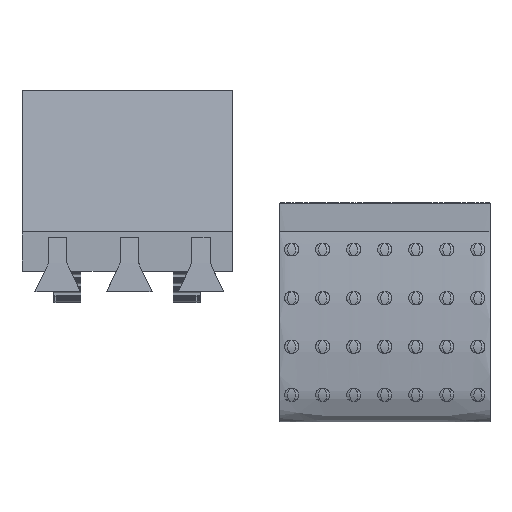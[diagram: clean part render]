
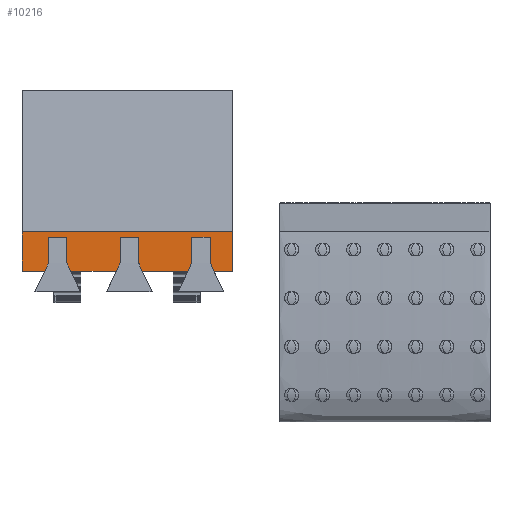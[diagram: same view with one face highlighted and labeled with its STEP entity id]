
A CAD part, top view. The second image highlights one B-rep face of the part: STEP entity #10216.
In plain terms, the highlighted planar face has unit normal (0, 0.007, 1).
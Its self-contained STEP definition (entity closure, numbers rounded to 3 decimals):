
#622=B_SPLINE_CURVE_WITH_KNOTS('',3,(#14683,#14684,#14685,#14686),
 .UNSPECIFIED.,.F.,.F.,(4,4),(-9.866,-5.108),
 .UNSPECIFIED.);
#623=B_SPLINE_CURVE_WITH_KNOTS('',3,(#14691,#14692,#14693,#14694),
 .UNSPECIFIED.,.F.,.F.,(4,4),(-17.366,-12.608),
 .UNSPECIFIED.);
#624=B_SPLINE_CURVE_WITH_KNOTS('',3,(#14702,#14703,#14704,#14705),
 .UNSPECIFIED.,.F.,.F.,(4,4),(-22.,-20.108),.UNSPECIFIED.);
#625=B_SPLINE_CURVE_WITH_KNOTS('',3,(#14708,#14709,#14710,#14711,#14712,
#14713),.UNSPECIFIED.,.F.,.F.,(4,2,4),(-22.,-11.,0.),.UNSPECIFIED.);
#626=B_SPLINE_CURVE_WITH_KNOTS('',3,(#14714,#14715,#14716,#14717),
 .UNSPECIFIED.,.F.,.F.,(4,4),(-2.366,0.),.UNSPECIFIED.);
#1518=FACE_OUTER_BOUND('',#2117,.T.);
#2117=EDGE_LOOP('',(#7568,#7569,#7570,#7571,#7572,#7573,#7574,#7575,#7576,
#7577,#7578,#7579,#7580,#7581,#7582,#7583,#7584,#7585,#7586,#7587,#7588,
#7589,#7590));
#2855=LINE('',#13731,#3566);
#2856=LINE('',#13733,#3567);
#3081=LINE('',#14398,#3792);
#3084=LINE('',#14447,#3795);
#3086=LINE('',#14481,#3797);
#3090=LINE('',#14673,#3801);
#3092=LINE('',#14677,#3803);
#3094=LINE('',#14681,#3805);
#3095=LINE('',#14682,#3806);
#3096=LINE('',#14687,#3807);
#3097=LINE('',#14689,#3808);
#3098=LINE('',#14690,#3809);
#3099=LINE('',#14696,#3810);
#3100=LINE('',#14697,#3811);
#3101=LINE('',#14699,#3812);
#3102=LINE('',#14700,#3813);
#3103=LINE('',#14707,#3814);
#3104=LINE('',#14718,#3815);
#3566=VECTOR('',#11649,5.85);
#3567=VECTOR('',#11650,5.85);
#3792=VECTOR('',#12019,5.85);
#3795=VECTOR('',#12022,5.85);
#3797=VECTOR('',#12024,5.85);
#3801=VECTOR('',#12030,5.85);
#3803=VECTOR('',#12034,5.85);
#3805=VECTOR('',#12038,5.85);
#3806=VECTOR('',#12039,5.85);
#3807=VECTOR('',#12040,5.85);
#3808=VECTOR('',#12041,5.85);
#3809=VECTOR('',#12042,5.85);
#3810=VECTOR('',#12043,5.85);
#3811=VECTOR('',#12044,5.85);
#3812=VECTOR('',#12045,5.85);
#3813=VECTOR('',#12046,5.85);
#3814=VECTOR('',#12047,5.85);
#3815=VECTOR('',#12048,5.85);
#4212=VERTEX_POINT('',#13712);
#4213=VERTEX_POINT('',#13730);
#4214=VERTEX_POINT('',#13732);
#4374=VERTEX_POINT('',#14392);
#4375=VERTEX_POINT('',#14397);
#4379=VERTEX_POINT('',#14425);
#4383=VERTEX_POINT('',#14442);
#4388=VERTEX_POINT('',#14475);
#4389=VERTEX_POINT('',#14480);
#4390=VERTEX_POINT('',#14500);
#4392=VERTEX_POINT('',#14521);
#4395=VERTEX_POINT('',#14562);
#4397=VERTEX_POINT('',#14584);
#4399=VERTEX_POINT('',#14625);
#4401=VERTEX_POINT('',#14647);
#4402=VERTEX_POINT('',#14672);
#4403=VERTEX_POINT('',#14676);
#4404=VERTEX_POINT('',#14680);
#4405=VERTEX_POINT('',#14688);
#4406=VERTEX_POINT('',#14695);
#4407=VERTEX_POINT('',#14698);
#4408=VERTEX_POINT('',#14701);
#4409=VERTEX_POINT('',#14706);
#5326=EDGE_CURVE('',#4212,#4213,#2855,.T.);
#5327=EDGE_CURVE('',#4213,#4214,#2856,.T.);
#5562=EDGE_CURVE('',#4375,#4374,#3081,.T.);
#5571=EDGE_CURVE('',#4379,#4383,#3084,.T.);
#5576=EDGE_CURVE('',#4389,#4388,#3086,.T.);
#5590=EDGE_CURVE('',#4402,#4389,#3090,.T.);
#5592=EDGE_CURVE('',#4403,#4379,#3092,.T.);
#5594=EDGE_CURVE('',#4388,#4404,#3094,.T.);
#5595=EDGE_CURVE('',#4404,#4399,#3095,.T.);
#5596=EDGE_CURVE('',#4397,#4399,#622,.T.);
#5597=EDGE_CURVE('',#4397,#4403,#3096,.T.);
#5598=EDGE_CURVE('',#4383,#4405,#3097,.T.);
#5599=EDGE_CURVE('',#4405,#4395,#3098,.T.);
#5600=EDGE_CURVE('',#4390,#4395,#623,.T.);
#5601=EDGE_CURVE('',#4390,#4406,#3099,.T.);
#5602=EDGE_CURVE('',#4406,#4375,#3100,.T.);
#5603=EDGE_CURVE('',#4374,#4407,#3101,.T.);
#5604=EDGE_CURVE('',#4407,#4392,#3102,.T.);
#5605=EDGE_CURVE('',#4408,#4392,#624,.T.);
#5606=EDGE_CURVE('',#4409,#4408,#3103,.T.);
#5607=EDGE_CURVE('',#4214,#4409,#625,.T.);
#5608=EDGE_CURVE('',#4401,#4212,#626,.T.);
#5609=EDGE_CURVE('',#4401,#4402,#3104,.T.);
#7568=ORIENTED_EDGE('',*,*,#5576,.T.);
#7569=ORIENTED_EDGE('',*,*,#5594,.T.);
#7570=ORIENTED_EDGE('',*,*,#5595,.T.);
#7571=ORIENTED_EDGE('',*,*,#5596,.F.);
#7572=ORIENTED_EDGE('',*,*,#5597,.T.);
#7573=ORIENTED_EDGE('',*,*,#5592,.T.);
#7574=ORIENTED_EDGE('',*,*,#5571,.T.);
#7575=ORIENTED_EDGE('',*,*,#5598,.T.);
#7576=ORIENTED_EDGE('',*,*,#5599,.T.);
#7577=ORIENTED_EDGE('',*,*,#5600,.F.);
#7578=ORIENTED_EDGE('',*,*,#5601,.T.);
#7579=ORIENTED_EDGE('',*,*,#5602,.T.);
#7580=ORIENTED_EDGE('',*,*,#5562,.T.);
#7581=ORIENTED_EDGE('',*,*,#5603,.T.);
#7582=ORIENTED_EDGE('',*,*,#5604,.T.);
#7583=ORIENTED_EDGE('',*,*,#5605,.F.);
#7584=ORIENTED_EDGE('',*,*,#5606,.F.);
#7585=ORIENTED_EDGE('',*,*,#5607,.F.);
#7586=ORIENTED_EDGE('',*,*,#5327,.F.);
#7587=ORIENTED_EDGE('',*,*,#5326,.F.);
#7588=ORIENTED_EDGE('',*,*,#5608,.F.);
#7589=ORIENTED_EDGE('',*,*,#5609,.T.);
#7590=ORIENTED_EDGE('',*,*,#5590,.T.);
#9980=PLANE('',#10868);
#10216=ADVANCED_FACE('',(#1518),#9980,.F.);
#10868=AXIS2_PLACEMENT_3D('',#14679,#12036,#12037);
#11649=DIRECTION('',(0.,1.,-0.007));
#11650=DIRECTION('',(0.,1.,-0.007));
#12019=DIRECTION('',(1.,0.,0.));
#12022=DIRECTION('',(1.,0.,0.));
#12024=DIRECTION('',(1.,0.,0.));
#12030=DIRECTION('',(0.,1.,-0.007));
#12034=DIRECTION('',(0.,1.,-0.007));
#12036=DIRECTION('center_axis',(0.,-0.007,
-1.));
#12037=DIRECTION('ref_axis',(0.,-1.,0.007));
#12038=DIRECTION('',(0.,-1.,0.007));
#12039=DIRECTION('',(0.423,-0.906,0.007));
#12040=DIRECTION('',(0.423,0.906,-0.007));
#12041=DIRECTION('',(0.,-1.,0.007));
#12042=DIRECTION('',(0.423,-0.906,0.007));
#12043=DIRECTION('',(0.423,0.906,-0.007));
#12044=DIRECTION('',(0.,1.,-0.007));
#12045=DIRECTION('',(0.,-1.,0.007));
#12046=DIRECTION('',(0.423,-0.906,0.007));
#12047=DIRECTION('',(0.,-1.,0.007));
#12048=DIRECTION('',(0.423,0.906,-0.007));
#13712=CARTESIAN_POINT('',(-178.7,0.496,27.04));
#13730=CARTESIAN_POINT('',(-178.7,21.316,26.887));
#13731=CARTESIAN_POINT('',(-178.7,17.227,26.917));
#13732=CARTESIAN_POINT('',(-178.7,24.801,26.862));
#13733=CARTESIAN_POINT('',(-178.7,17.227,26.917));
#14392=CARTESIAN_POINT('',(-63.46,21.316,26.887));
#14397=CARTESIAN_POINT('',(-74.719,21.316,26.887));
#14398=CARTESIAN_POINT('',(-178.7,21.316,26.887));
#14425=CARTESIAN_POINT('',(-118.594,21.316,26.887));
#14442=CARTESIAN_POINT('',(-107.335,21.316,26.887));
#14447=CARTESIAN_POINT('',(-178.7,21.316,26.887));
#14475=CARTESIAN_POINT('',(-151.21,21.316,26.887));
#14480=CARTESIAN_POINT('',(-162.469,21.316,26.887));
#14481=CARTESIAN_POINT('',(-178.7,21.316,26.887));
#14500=CARTESIAN_POINT('',(-77.109,0.496,27.04));
#14521=CARTESIAN_POINT('',(-61.07,0.496,27.04));
#14562=CARTESIAN_POINT('',(-104.945,0.496,27.04));
#14584=CARTESIAN_POINT('',(-120.984,0.496,27.04));
#14625=CARTESIAN_POINT('',(-148.82,0.496,27.04));
#14647=CARTESIAN_POINT('',(-164.859,0.496,27.04));
#14672=CARTESIAN_POINT('',(-162.469,5.621,27.002));
#14673=CARTESIAN_POINT('',(-162.469,23.806,26.869));
#14676=CARTESIAN_POINT('',(-118.594,5.621,27.002));
#14677=CARTESIAN_POINT('',(-118.594,23.806,26.869));
#14679=CARTESIAN_POINT('Origin',(-32.45,24.801,26.862));
#14680=CARTESIAN_POINT('',(-151.21,5.621,27.002));
#14681=CARTESIAN_POINT('',(-151.21,15.211,26.932));
#14682=CARTESIAN_POINT('',(-140.141,-18.117,27.176));
#14683=CARTESIAN_POINT('Ctrl Pts',(-120.984,0.496,
27.04));
#14684=CARTESIAN_POINT('Ctrl Pts',(-130.263,0.496,
27.04));
#14685=CARTESIAN_POINT('Ctrl Pts',(-139.541,0.496,
27.04));
#14686=CARTESIAN_POINT('Ctrl Pts',(-148.82,0.496,
27.04));
#14687=CARTESIAN_POINT('',(-107.228,29.995,26.824));
#14688=CARTESIAN_POINT('',(-107.335,5.621,27.002));
#14689=CARTESIAN_POINT('',(-107.335,15.211,26.932));
#14690=CARTESIAN_POINT('',(-100.184,-9.714,27.114));
#14691=CARTESIAN_POINT('Ctrl Pts',(-77.109,0.496,
27.04));
#14692=CARTESIAN_POINT('Ctrl Pts',(-86.388,0.496,
27.04));
#14693=CARTESIAN_POINT('Ctrl Pts',(-95.666,0.496,
27.04));
#14694=CARTESIAN_POINT('Ctrl Pts',(-104.945,0.496,
27.04));
#14695=CARTESIAN_POINT('',(-74.719,5.621,27.002));
#14696=CARTESIAN_POINT('',(-67.271,21.593,26.885));
#14697=CARTESIAN_POINT('',(-74.719,23.806,26.869));
#14698=CARTESIAN_POINT('',(-63.46,5.621,27.002));
#14699=CARTESIAN_POINT('',(-63.46,15.211,26.932));
#14700=CARTESIAN_POINT('',(-60.227,-1.312,27.053));
#14701=CARTESIAN_POINT('',(-50.,0.496,27.04));
#14702=CARTESIAN_POINT('Ctrl Pts',(-50.,0.496,27.04));
#14703=CARTESIAN_POINT('Ctrl Pts',(-53.69,0.496,
27.04));
#14704=CARTESIAN_POINT('Ctrl Pts',(-57.38,0.496,
27.04));
#14705=CARTESIAN_POINT('Ctrl Pts',(-61.07,0.496,
27.04));
#14706=CARTESIAN_POINT('',(-50.,24.801,26.862));
#14707=CARTESIAN_POINT('',(-50.,17.227,26.917));
#14708=CARTESIAN_POINT('Ctrl Pts',(-178.7,24.801,26.862));
#14709=CARTESIAN_POINT('Ctrl Pts',(-157.25,24.801,26.862));
#14710=CARTESIAN_POINT('Ctrl Pts',(-135.8,24.801,26.862));
#14711=CARTESIAN_POINT('Ctrl Pts',(-92.9,24.801,26.862));
#14712=CARTESIAN_POINT('Ctrl Pts',(-71.45,24.801,26.862));
#14713=CARTESIAN_POINT('Ctrl Pts',(-50.,24.801,26.862));
#14714=CARTESIAN_POINT('Ctrl Pts',(-164.859,0.496,
27.04));
#14715=CARTESIAN_POINT('Ctrl Pts',(-169.473,0.496,
27.04));
#14716=CARTESIAN_POINT('Ctrl Pts',(-174.086,0.496,
27.04));
#14717=CARTESIAN_POINT('Ctrl Pts',(-178.7,0.496,27.04));
#14718=CARTESIAN_POINT('',(-147.185,38.398,26.763));
